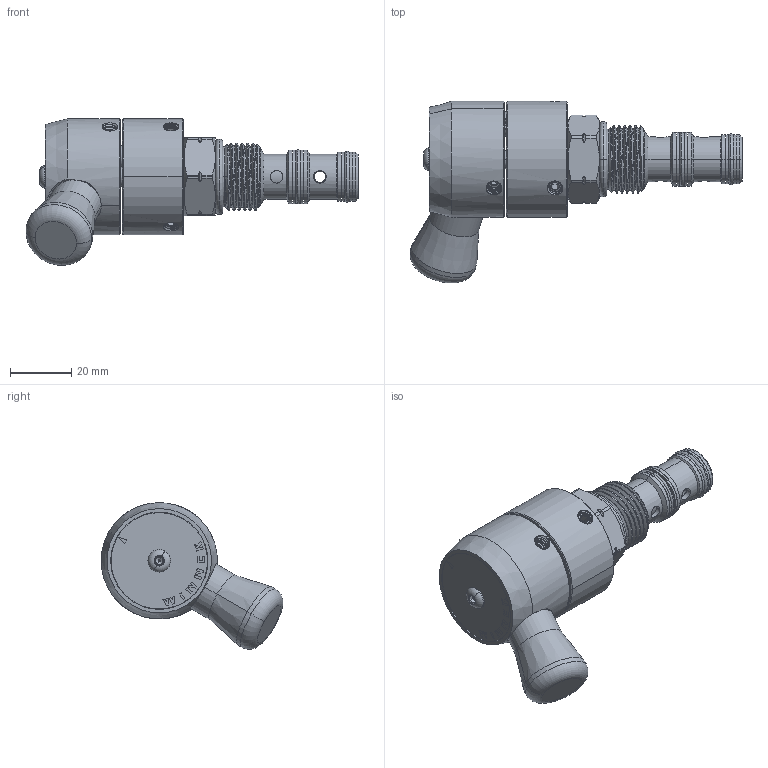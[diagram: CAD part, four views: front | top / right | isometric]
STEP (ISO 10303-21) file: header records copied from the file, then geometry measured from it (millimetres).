
FILE_DESCRIPTION (( 'STEP AP203' ), '1' );
FILE_NAME ('DR10W3A11R-2.STEP', '2022-11-24T07:25:34', ( '' ), ( '' ), 'SwSTEP 2.0', 'SolidWorks 2018', '' );
FILE_SCHEMA (( 'CONFIG_CONTROL_DESIGN' ));
Products named in the file (1): DR10W3A11R-2
Bounding box: 108.17 x 59.22 x 47.81 mm (x, y, z)
Volume: 64063.7 mm3; surface area: 21740.3 mm2
Topology: 7 solids, 10 shells, 863 faces, 2243 edges, 1431 vertices
Faces by surface type: cylinder 403, plane 211, cone 138, bspline 75, torus 36
Entity records: 89445 total; most frequent: CARTESIAN_POINT 70096, ORIENTED_EDGE 4466, DIRECTION 3503, EDGE_CURVE 2233, VERTEX_POINT 1431, AXIS2_PLACEMENT_3D 1365, EDGE_LOOP 932, FACE_OUTER_BOUND 863
